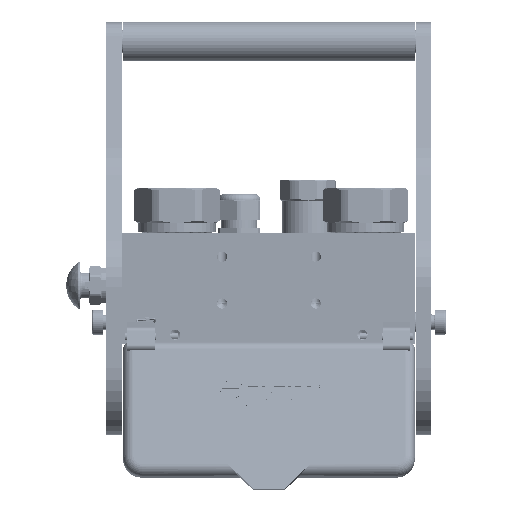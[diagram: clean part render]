
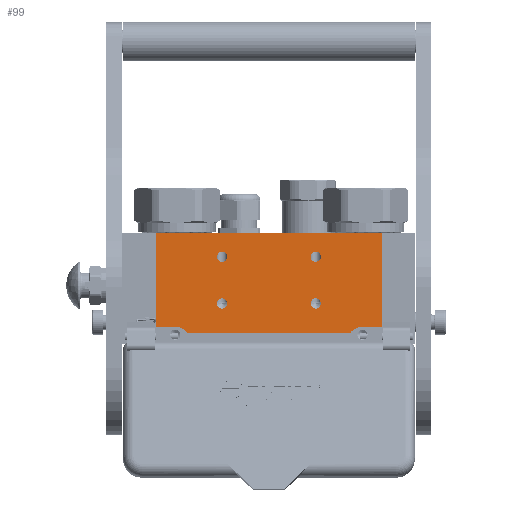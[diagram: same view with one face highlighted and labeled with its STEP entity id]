
A CAD part, left-side view. The second image highlights one B-rep face of the part: STEP entity #99.
In plain terms, the highlighted face is planar.
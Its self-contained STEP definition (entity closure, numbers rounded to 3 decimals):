
#99 = ADVANCED_FACE ( 'NONE', ( #118651, #919, #141515, #149497, #75447 ), #16812, .T. ) ;
#503 = VERTEX_POINT ( 'NONE', #169507 ) ;
#919 = FACE_BOUND ( 'NONE', #51281, .T. ) ;
#1405 = CIRCLE ( 'NONE', #107178, 3.3 ) ;
#1720 = VERTEX_POINT ( 'NONE', #40015 ) ;
#3914 = EDGE_CURVE ( 'NONE', #32093, #54002, #160572, .T. ) ;
#4754 = EDGE_CURVE ( 'NONE', #54002, #32093, #1405, .T. ) ;
#5179 = VERTEX_POINT ( 'NONE', #66505 ) ;
#7256 = DIRECTION ( 'NONE',  ( 0., 0., -1. ) ) ;
#7732 = VERTEX_POINT ( 'NONE', #142306 ) ;
#7772 = VERTEX_POINT ( 'NONE', #143422 ) ;
#12146 = CARTESIAN_POINT ( 'NONE',  ( 21.3, 60., -108. ) ) ;
#13382 = ORIENTED_EDGE ( 'NONE', *, *, #146768, .F. ) ;
#15020 = CARTESIAN_POINT ( 'NONE',  ( 124., 45., -108. ) ) ;
#16812 = PLANE ( 'NONE',  #98843 ) ;
#18579 = CARTESIAN_POINT ( 'NONE',  ( 64., 45., -108. ) ) ;
#19932 = DIRECTION ( 'NONE',  ( 0., 1., 0. ) ) ;
#20147 = CARTESIAN_POINT ( 'NONE',  ( 42.146, 64.2, -108. ) ) ;
#25718 = ORIENTED_EDGE ( 'NONE', *, *, #168516, .F. ) ;
#26849 = CARTESIAN_POINT ( 'NONE',  ( 21.3, 0., -108. ) ) ;
#31661 = CARTESIAN_POINT ( 'NONE',  ( 21.3, 60., -108. ) ) ;
#31692 = AXIS2_PLACEMENT_3D ( 'NONE', #15020, #120068, #107384 ) ;
#32093 = VERTEX_POINT ( 'NONE', #126352 ) ;
#32403 = DIRECTION ( 'NONE',  ( 0., -1., 0. ) ) ;
#32658 = AXIS2_PLACEMENT_3D ( 'NONE', #137099, #135420, #56294 ) ;
#33870 = DIRECTION ( 'NONE',  ( 0., 0., -1. ) ) ;
#36353 = VERTEX_POINT ( 'NONE', #119372 ) ;
#38356 = VERTEX_POINT ( 'NONE', #26849 ) ;
#38565 = CARTESIAN_POINT ( 'NONE',  ( 124., 45., -108. ) ) ;
#39956 = EDGE_CURVE ( 'NONE', #145733, #5179, #101519, .T. ) ;
#40015 = CARTESIAN_POINT ( 'NONE',  ( 145.854, 64.2, -108. ) ) ;
#40096 = CARTESIAN_POINT ( 'NONE',  ( 166.7, 0., -108. ) ) ;
#41558 = VERTEX_POINT ( 'NONE', #12146 ) ;
#45353 = DIRECTION ( 'NONE',  ( 0., 1., 0. ) ) ;
#45410 = DIRECTION ( 'NONE',  ( -1., 0., 0. ) ) ;
#46587 = EDGE_LOOP ( 'NONE', ( #66384, #55287 ) ) ;
#47547 = VECTOR ( 'NONE', #96395, 1000. ) ;
#47817 = ORIENTED_EDGE ( 'NONE', *, *, #4754, .F. ) ;
#48972 = CARTESIAN_POINT ( 'NONE',  ( 124., 11.7, -108. ) ) ;
#51281 = EDGE_LOOP ( 'NONE', ( #89744, #156904 ) ) ;
#54002 = VERTEX_POINT ( 'NONE', #104114 ) ;
#54588 = DIRECTION ( 'NONE',  ( 0., 0., -1. ) ) ;
#54774 = CIRCLE ( 'NONE', #32658, 3.3 ) ;
#55287 = ORIENTED_EDGE ( 'NONE', *, *, #150737, .F. ) ;
#56294 = DIRECTION ( 'NONE',  ( 0., -1., 0. ) ) ;
#58519 = VERTEX_POINT ( 'NONE', #48972 ) ;
#58888 = AXIS2_PLACEMENT_3D ( 'NONE', #146645, #147763, #161015 ) ;
#61495 = CARTESIAN_POINT ( 'NONE',  ( 166.7, 0., -108. ) ) ;
#62876 = ORIENTED_EDGE ( 'NONE', *, *, #144708, .F. ) ;
#66384 = ORIENTED_EDGE ( 'NONE', *, *, #164184, .F. ) ;
#66505 = CARTESIAN_POINT ( 'NONE',  ( 166.7, 60., -108. ) ) ;
#70483 = EDGE_LOOP ( 'NONE', ( #146683, #25718 ) ) ;
#71275 = CARTESIAN_POINT ( 'NONE',  ( 34., 70., -108. ) ) ;
#73725 = VECTOR ( 'NONE', #161685, 1000. ) ;
#74481 = CARTESIAN_POINT ( 'NONE',  ( 124., 15., -108. ) ) ;
#75447 = FACE_OUTER_BOUND ( 'NONE', #124767, .T. ) ;
#75880 = CARTESIAN_POINT ( 'NONE',  ( 21.3, 0., -108. ) ) ;
#80221 = DIRECTION ( 'NONE',  ( 0., 1., 0. ) ) ;
#80329 = VERTEX_POINT ( 'NONE', #20147 ) ;
#80995 = AXIS2_PLACEMENT_3D ( 'NONE', #71275, #84613, #152552 ) ;
#81241 = ORIENTED_EDGE ( 'NONE', *, *, #87548, .T. ) ;
#84449 = CARTESIAN_POINT ( 'NONE',  ( 124., 48.3, -108. ) ) ;
#84613 = DIRECTION ( 'NONE',  ( 0., 0., -1. ) ) ;
#85401 = EDGE_CURVE ( 'NONE', #36353, #167189, #100439, .T. ) ;
#86047 = CIRCLE ( 'NONE', #80995, 10. ) ;
#87230 = DIRECTION ( 'NONE',  ( 0., 1., 0. ) ) ;
#87548 = EDGE_CURVE ( 'NONE', #145733, #38356, #156302, .T. ) ;
#87637 = CIRCLE ( 'NONE', #58888, 10. ) ;
#89609 = AXIS2_PLACEMENT_3D ( 'NONE', #38565, #100787, #45353 ) ;
#89744 = ORIENTED_EDGE ( 'NONE', *, *, #132128, .F. ) ;
#93643 = EDGE_CURVE ( 'NONE', #1720, #80329, #99051, .T. ) ;
#95043 = CARTESIAN_POINT ( 'NONE',  ( 124., 15., -108. ) ) ;
#96395 = DIRECTION ( 'NONE',  ( 1., 0., 0. ) ) ;
#98843 = AXIS2_PLACEMENT_3D ( 'NONE', #109179, #149443, #160436 ) ;
#99051 = LINE ( 'NONE', #151464, #123683 ) ;
#100283 = CARTESIAN_POINT ( 'NONE',  ( 64., 15., -108. ) ) ;
#100439 = CIRCLE ( 'NONE', #31692, 3.3 ) ;
#100787 = DIRECTION ( 'NONE',  ( 0., 0., -1. ) ) ;
#101519 = LINE ( 'NONE', #132715, #105601 ) ;
#104114 = CARTESIAN_POINT ( 'NONE',  ( 64., 48.3, -108. ) ) ;
#105403 = ORIENTED_EDGE ( 'NONE', *, *, #3914, .F. ) ;
#105601 = VECTOR ( 'NONE', #80221, 1000. ) ;
#106609 = CIRCLE ( 'NONE', #150122, 3.3 ) ;
#107178 = AXIS2_PLACEMENT_3D ( 'NONE', #152548, #7256, #19932 ) ;
#107384 = DIRECTION ( 'NONE',  ( 0., -1., 0. ) ) ;
#109179 = CARTESIAN_POINT ( 'NONE',  ( 166.7, 0., -108. ) ) ;
#111906 = VERTEX_POINT ( 'NONE', #121265 ) ;
#112395 = CIRCLE ( 'NONE', #89609, 3.3 ) ;
#118651 = FACE_BOUND ( 'NONE', #70483, .T. ) ;
#119372 = CARTESIAN_POINT ( 'NONE',  ( 124., 41.7, -108. ) ) ;
#119559 = ORIENTED_EDGE ( 'NONE', *, *, #159357, .T. ) ;
#120068 = DIRECTION ( 'NONE',  ( 0., 0., -1. ) ) ;
#121265 = CARTESIAN_POINT ( 'NONE',  ( 154., 60., -108. ) ) ;
#122850 = LINE ( 'NONE', #75880, #155860 ) ;
#123683 = VECTOR ( 'NONE', #45410, 1000. ) ;
#124156 = EDGE_CURVE ( 'NONE', #137144, #58519, #165255, .T. ) ;
#124767 = EDGE_LOOP ( 'NONE', ( #157788, #81241, #131365, #119559, #153457, #144370, #62876, #13382 ) ) ;
#126352 = CARTESIAN_POINT ( 'NONE',  ( 64., 41.7, -108. ) ) ;
#131365 = ORIENTED_EDGE ( 'NONE', *, *, #168476, .T. ) ;
#132128 = EDGE_CURVE ( 'NONE', #58519, #137144, #164301, .T. ) ;
#132715 = CARTESIAN_POINT ( 'NONE',  ( 166.7, 0., -108. ) ) ;
#135420 = DIRECTION ( 'NONE',  ( 0., 0., -1. ) ) ;
#135982 = DIRECTION ( 'NONE',  ( 0., -1., 0. ) ) ;
#136913 = DIRECTION ( 'NONE',  ( 0., 0., -1. ) ) ;
#137099 = CARTESIAN_POINT ( 'NONE',  ( 64., 15., -108. ) ) ;
#137144 = VERTEX_POINT ( 'NONE', #158884 ) ;
#138328 = CARTESIAN_POINT ( 'NONE',  ( 166.7, 60., -108. ) ) ;
#139471 = DIRECTION ( 'NONE',  ( 0., 1., 0. ) ) ;
#141515 = FACE_BOUND ( 'NONE', #144717, .T. ) ;
#142306 = CARTESIAN_POINT ( 'NONE',  ( 64., 18.3, -108. ) ) ;
#142609 = LINE ( 'NONE', #31661, #47547 ) ;
#143422 = CARTESIAN_POINT ( 'NONE',  ( 64., 11.7, -108. ) ) ;
#144370 = ORIENTED_EDGE ( 'NONE', *, *, #93643, .F. ) ;
#144708 = EDGE_CURVE ( 'NONE', #111906, #1720, #87637, .T. ) ;
#144717 = EDGE_LOOP ( 'NONE', ( #105403, #47817 ) ) ;
#145612 = AXIS2_PLACEMENT_3D ( 'NONE', #95043, #54588, #135982 ) ;
#145733 = VERTEX_POINT ( 'NONE', #61495 ) ;
#146645 = CARTESIAN_POINT ( 'NONE',  ( 154., 70., -108. ) ) ;
#146683 = ORIENTED_EDGE ( 'NONE', *, *, #85401, .F. ) ;
#146768 = EDGE_CURVE ( 'NONE', #5179, #111906, #167798, .T. ) ;
#147763 = DIRECTION ( 'NONE',  ( 0., 0., -1. ) ) ;
#149239 = VECTOR ( 'NONE', #163056, 1000. ) ;
#149443 = DIRECTION ( 'NONE',  ( 0., 0., -1. ) ) ;
#149497 = FACE_BOUND ( 'NONE', #46587, .T. ) ;
#150122 = AXIS2_PLACEMENT_3D ( 'NONE', #100283, #33870, #139471 ) ;
#150737 = EDGE_CURVE ( 'NONE', #7732, #7772, #106609, .T. ) ;
#151464 = CARTESIAN_POINT ( 'NONE',  ( 145.854, 64.2, -108. ) ) ;
#152548 = CARTESIAN_POINT ( 'NONE',  ( 64., 45., -108. ) ) ;
#152552 = DIRECTION ( 'NONE',  ( 0.815, -0.58, 0. ) ) ;
#153457 = ORIENTED_EDGE ( 'NONE', *, *, #161951, .F. ) ;
#154273 = DIRECTION ( 'NONE',  ( 0., 1., 0. ) ) ;
#155860 = VECTOR ( 'NONE', #154273, 1000. ) ;
#156302 = LINE ( 'NONE', #40096, #73725 ) ;
#156904 = ORIENTED_EDGE ( 'NONE', *, *, #124156, .F. ) ;
#157788 = ORIENTED_EDGE ( 'NONE', *, *, #39956, .F. ) ;
#157877 = AXIS2_PLACEMENT_3D ( 'NONE', #18579, #136913, #32403 ) ;
#158884 = CARTESIAN_POINT ( 'NONE',  ( 124., 18.3, -108. ) ) ;
#159357 = EDGE_CURVE ( 'NONE', #41558, #503, #142609, .T. ) ;
#160436 = DIRECTION ( 'NONE',  ( -1., 0., 0. ) ) ;
#160572 = CIRCLE ( 'NONE', #157877, 3.3 ) ;
#161015 = DIRECTION ( 'NONE',  ( 0., -1., 0. ) ) ;
#161685 = DIRECTION ( 'NONE',  ( -1., 0., 0. ) ) ;
#161951 = EDGE_CURVE ( 'NONE', #80329, #503, #86047, .T. ) ;
#162290 = AXIS2_PLACEMENT_3D ( 'NONE', #74481, #166137, #87230 ) ;
#163056 = DIRECTION ( 'NONE',  ( -1., 0., 0. ) ) ;
#164184 = EDGE_CURVE ( 'NONE', #7772, #7732, #54774, .T. ) ;
#164301 = CIRCLE ( 'NONE', #145612, 3.3 ) ;
#165255 = CIRCLE ( 'NONE', #162290, 3.3 ) ;
#166137 = DIRECTION ( 'NONE',  ( 0., 0., -1. ) ) ;
#167189 = VERTEX_POINT ( 'NONE', #84449 ) ;
#167798 = LINE ( 'NONE', #138328, #149239 ) ;
#168476 = EDGE_CURVE ( 'NONE', #38356, #41558, #122850, .T. ) ;
#168516 = EDGE_CURVE ( 'NONE', #167189, #36353, #112395, .T. ) ;
#169507 = CARTESIAN_POINT ( 'NONE',  ( 34., 60., -108. ) ) ;
